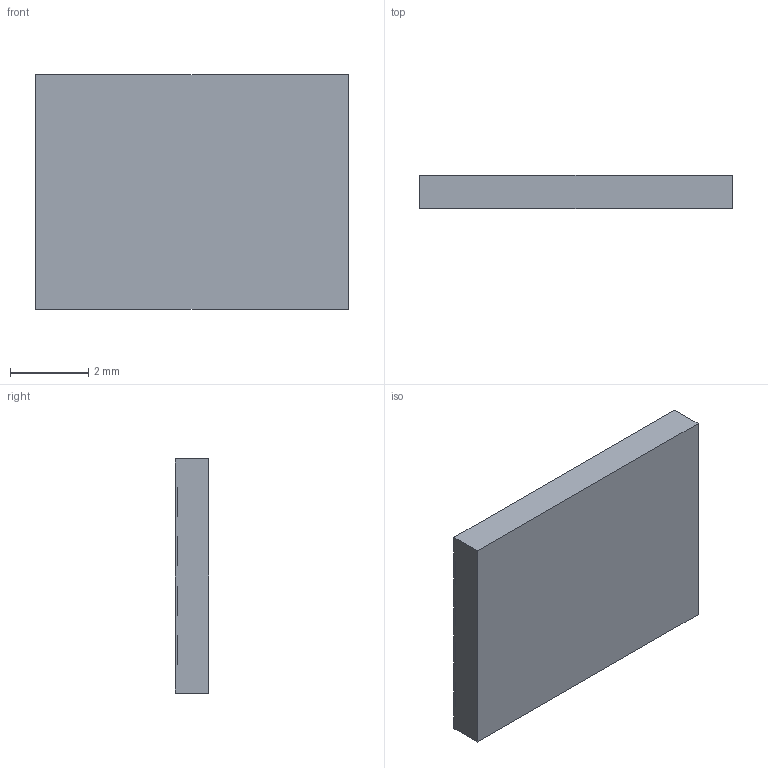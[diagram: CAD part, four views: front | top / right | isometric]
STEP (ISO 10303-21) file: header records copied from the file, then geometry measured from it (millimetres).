
FILE_DESCRIPTION(/* description */ (''),/* implementation_level */ '2;1');
FILE_NAME(/* name */ 'CSNP1GCR01-BOW.step',/* time_stamp */ '2025-12-10T22:45:45+01:00',/* author */ (''),/* organization */ (''),/* preprocessor_version */ 'ST-DEVELOPER v20.1',/* originating_system */ 'Autodesk Translation Framework v14.21.0.0',/* authorisation */ '');
FILE_SCHEMA (('AUTOMOTIVE_DESIGN { 1 0 10303 214 3 1 1 }'));
Length unit declared in the file: millimetre
Products named in the file (1): CSNP1GCR01-BOW
Bounding box: 8 x 0.85 x 6 mm (x, y, z)
Volume: 40.8 mm3; surface area: 130.6 mm2
Topology: 9 solids, 9 shells, 86 faces, 204 edges, 136 vertices
Faces by surface type: plane 86
Entity records: 2467 total; most frequent: CARTESIAN_POINT 427, ORIENTED_EDGE 408, DIRECTION 378, LINE 204, VECTOR 204, EDGE_CURVE 204, VERTEX_POINT 136, AXIS2_PLACEMENT_3D 87
